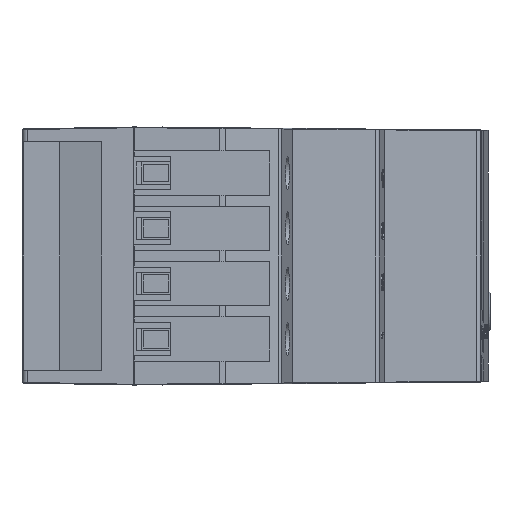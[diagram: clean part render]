
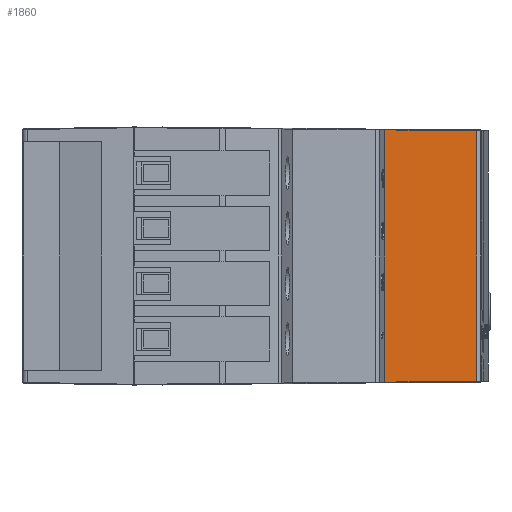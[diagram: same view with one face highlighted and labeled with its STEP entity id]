
A CAD part, front view. The second image highlights one B-rep face of the part: STEP entity #1860.
In plain terms, the highlighted planar face has unit normal (0.038, -0.999, 0).
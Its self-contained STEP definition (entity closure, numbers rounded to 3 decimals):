
#1860=ADVANCED_FACE('',(#4143),#4145,.T.);
#4143=FACE_BOUND('',#4144,.T.);
#4144=EDGE_LOOP('',(#60836,#60837,#60838,#60839));
#4145=PLANE('',#4146);
#4146=AXIS2_PLACEMENT_3D('',#4147,#4148,#4149);
#4147=CARTESIAN_POINT('',(12.5,-22.5,0.));
#4148=DIRECTION('',(0.038,-0.999,0.));
#4149=DIRECTION('',(0.999,0.038,0.));
#60836=ORIENTED_EDGE('',*,*,#66925,.F.);
#60837=ORIENTED_EDGE('',*,*,#66926,.F.);
#60838=ORIENTED_EDGE('',*,*,#66927,.T.);
#60839=ORIENTED_EDGE('',*,*,#66922,.T.);
#66922=EDGE_CURVE('',#70156,#70154,#70157,.T.);
#66925=EDGE_CURVE('',#70161,#70154,#70162,.T.);
#66926=EDGE_CURVE('',#70163,#70161,#70164,.T.);
#66927=EDGE_CURVE('',#70163,#70156,#70165,.T.);
#70154=VERTEX_POINT('',#75735);
#70156=VERTEX_POINT('',#75740);
#70157=LINE('',#75741,#75742);
#70161=VERTEX_POINT('',#75752);
#70162=LINE('',#75753,#75754);
#70163=VERTEX_POINT('',#75756);
#70164=LINE('',#75757,#75758);
#70165=LINE('',#75760,#75761);
#75735=CARTESIAN_POINT('',(24.976,-22.02,34.494));
#75740=CARTESIAN_POINT('',(24.976,-22.02,0.506));
#75741=CARTESIAN_POINT('',(24.976,-22.02,0.506));
#75742=VECTOR('',#75743,1.);
#75743=DIRECTION('',(0.,0.,1.));
#75752=CARTESIAN_POINT('',(12.5,-22.5,34.603));
#75753=CARTESIAN_POINT('',(12.5,-22.5,34.603));
#75754=VECTOR('',#75755,1.);
#75755=DIRECTION('',(0.999,0.038,-0.009));
#75756=CARTESIAN_POINT('',(12.5,-22.5,0.397));
#75757=CARTESIAN_POINT('',(12.5,-22.5,0.397));
#75758=VECTOR('',#75759,1.);
#75759=DIRECTION('',(0.,0.,1.));
#75760=CARTESIAN_POINT('',(12.5,-22.5,0.397));
#75761=VECTOR('',#75762,1.);
#75762=DIRECTION('',(0.999,0.038,0.009));
